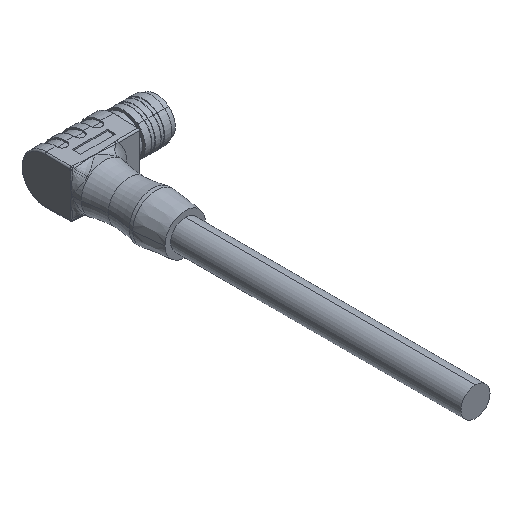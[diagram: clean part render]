
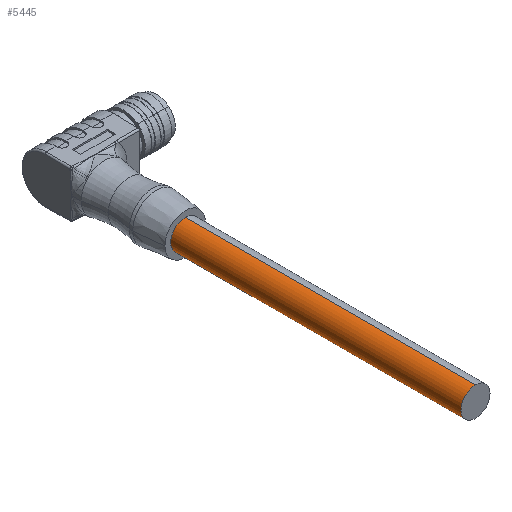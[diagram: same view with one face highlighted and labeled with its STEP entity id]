
A CAD part, isometric view. The second image highlights one B-rep face of the part: STEP entity #5445.
In plain terms, the highlighted cylindrical face has radius 5 mm (diameter 10 mm), a partial arc.
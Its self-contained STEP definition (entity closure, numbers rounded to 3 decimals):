
#740=CARTESIAN_POINT('',(-16.6,-40.2,0.));
#741=DIRECTION('',(0.,-1.,0.));
#742=DIRECTION('',(0.,0.,1.));
#743=AXIS2_PLACEMENT_3D('',#740,#741,#742);
#758=DIRECTION('',(0.,-1.,0.));
#759=VECTOR('',#758,100.);
#760=CARTESIAN_POINT('',(-16.6,-40.2,5.));
#761=LINE('',#760,#759);
#762=DIRECTION('',(0.,1.,0.));
#763=VECTOR('',#762,100.);
#764=CARTESIAN_POINT('',(-16.6,-140.2,-5.));
#765=LINE('',#764,#763);
#771=CARTESIAN_POINT('',(-16.6,-140.2,0.));
#772=DIRECTION('',(0.,-1.,0.));
#773=DIRECTION('',(0.,0.,1.));
#774=AXIS2_PLACEMENT_3D('',#771,#772,#773);
#3944=CARTESIAN_POINT('',(-16.6,-40.2,-5.));
#3945=CARTESIAN_POINT('',(-16.6,-40.2,5.));
#3946=VERTEX_POINT('',#3944);
#3947=VERTEX_POINT('',#3945);
#3948=CARTESIAN_POINT('',(-16.6,-140.2,-5.));
#3949=VERTEX_POINT('',#3948);
#3950=CARTESIAN_POINT('',(-16.6,-140.2,5.));
#3951=VERTEX_POINT('',#3950);
#5433=CARTESIAN_POINT('',(-16.6,-38.2,0.));
#5434=DIRECTION('',(0.,-1.,0.));
#5435=DIRECTION('',(0.,0.,-1.));
#5436=AXIS2_PLACEMENT_3D('',#5433,#5434,#5435);
#5437=CYLINDRICAL_SURFACE('',#5436,5.);
#5438=ORIENTED_EDGE('',*,*,#5401,.F.);
#5439=ORIENTED_EDGE('',*,*,#5428,.T.);
#5441=ORIENTED_EDGE('',*,*,#5440,.T.);
#5442=ORIENTED_EDGE('',*,*,#5424,.T.);
#5443=EDGE_LOOP('',(#5438,#5439,#5441,#5442));
#5444=FACE_OUTER_BOUND('',#5443,.F.);
#744=CIRCLE('',#743,5.);
#775=CIRCLE('',#774,5.);
#5401=EDGE_CURVE('',#3947,#3946,#744,.T.);
#5424=EDGE_CURVE('',#3949,#3946,#765,.T.);
#5428=EDGE_CURVE('',#3947,#3951,#761,.T.);
#5440=EDGE_CURVE('',#3951,#3949,#775,.T.);
#5445=ADVANCED_FACE('',(#5444),#5437,.T.);
